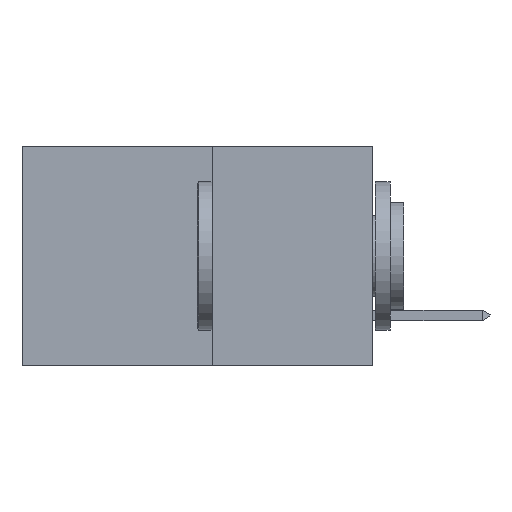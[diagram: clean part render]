
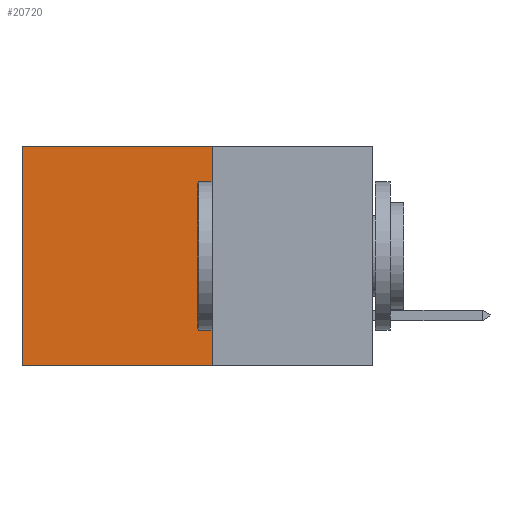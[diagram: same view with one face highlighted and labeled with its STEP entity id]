
A CAD part, left-side view. The second image highlights one B-rep face of the part: STEP entity #20720.
In plain terms, the highlighted planar face has unit normal (-1, 0, 0).
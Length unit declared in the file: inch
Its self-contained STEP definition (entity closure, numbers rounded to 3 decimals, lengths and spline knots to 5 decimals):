
#594 = EDGE_CURVE ( 'NONE', #3874, #8270, #15922, .T. ) ;
#817 = EDGE_CURVE ( 'NONE', #8270, #3496, #16214, .T. ) ;
#1934 = AXIS2_PLACEMENT_3D ( 'NONE', #25028, #19224, #7610 ) ;
#3496 = VERTEX_POINT ( 'NONE', #20418 ) ;
#3874 = VERTEX_POINT ( 'NONE', #19696 ) ;
#4578 = CARTESIAN_POINT ( 'NONE',  ( 0.277, 0.59, -0.37 ) ) ;
#4674 = ORIENTED_EDGE ( 'NONE', *, *, #16517, .F. ) ;
#5141 = LINE ( 'NONE', #10964, #9704 ) ;
#5642 = PLANE ( 'NONE',  #1934 ) ;
#5940 = FACE_OUTER_BOUND ( 'NONE', #22319, .T. ) ;
#7118 = VECTOR ( 'NONE', #25343, 39.37008 ) ;
#7610 = DIRECTION ( 'NONE',  ( 0., 0., -1. ) ) ;
#7744 = LINE ( 'NONE', #23420, #7118 ) ;
#8142 = CARTESIAN_POINT ( 'NONE',  ( 0.277, 0.27, 0. ) ) ;
#8270 = VERTEX_POINT ( 'NONE', #20221 ) ;
#9301 = EDGE_CURVE ( 'NONE', #20625, #3496, #7744, .T. ) ;
#9500 = ORIENTED_EDGE ( 'NONE', *, *, #817, .T. ) ;
#9704 = VECTOR ( 'NONE', #20667, 39.37008 ) ;
#9920 = ORIENTED_EDGE ( 'NONE', *, *, #594, .T. ) ;
#10781 = VECTOR ( 'NONE', #11454, 39.37008 ) ;
#10964 = CARTESIAN_POINT ( 'NONE',  ( 0.277, 0.27, -0.37 ) ) ;
#11454 = DIRECTION ( 'NONE',  ( 0., 1., 0. ) ) ;
#12939 = DIRECTION ( 'NONE',  ( 0., 0., -1. ) ) ;
#15922 = LINE ( 'NONE', #8142, #10781 ) ;
#16214 = LINE ( 'NONE', #4578, #20802 ) ;
#16517 = EDGE_CURVE ( 'NONE', #3874, #20625, #5141, .T. ) ;
#19224 = DIRECTION ( 'NONE',  ( 1., 0., 0. ) ) ;
#19696 = CARTESIAN_POINT ( 'NONE',  ( 0.277, 0.27, 0. ) ) ;
#20221 = CARTESIAN_POINT ( 'NONE',  ( 0.277, 0.59, 0. ) ) ;
#20418 = CARTESIAN_POINT ( 'NONE',  ( 0.277, 0.59, -0.37 ) ) ;
#20625 = VERTEX_POINT ( 'NONE', #22053 ) ;
#20667 = DIRECTION ( 'NONE',  ( 0., 0., -1. ) ) ;
#20720 = ADVANCED_FACE ( 'NONE', ( #5940 ), #5642, .F. ) ;
#20802 = VECTOR ( 'NONE', #12939, 39.37008 ) ;
#22053 = CARTESIAN_POINT ( 'NONE',  ( 0.277, 0.27, -0.37 ) ) ;
#22319 = EDGE_LOOP ( 'NONE', ( #9500, #22921, #4674, #9920 ) ) ;
#22921 = ORIENTED_EDGE ( 'NONE', *, *, #9301, .F. ) ;
#23420 = CARTESIAN_POINT ( 'NONE',  ( 0.277, 0.27, -0.37 ) ) ;
#25028 = CARTESIAN_POINT ( 'NONE',  ( 0.277, 0.27, -0.37 ) ) ;
#25343 = DIRECTION ( 'NONE',  ( 0., 1., 0. ) ) ;
